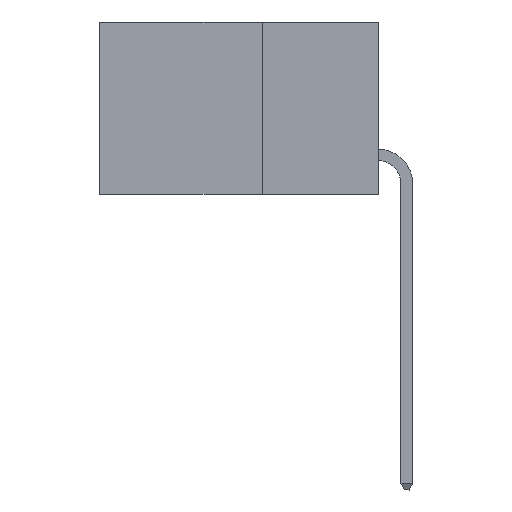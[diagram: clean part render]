
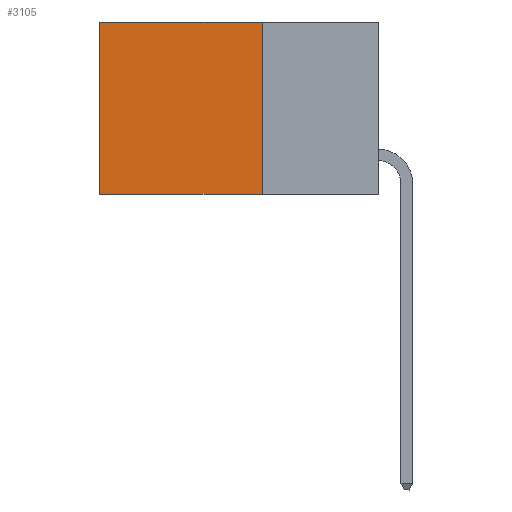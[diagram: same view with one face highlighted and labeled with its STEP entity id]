
A CAD part, left-side view. The second image highlights one B-rep face of the part: STEP entity #3105.
In plain terms, the highlighted planar face has unit normal (-1, 0, 0).
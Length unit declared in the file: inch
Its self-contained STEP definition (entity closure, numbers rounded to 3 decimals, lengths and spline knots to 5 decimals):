
#373 = VERTEX_POINT ( 'NONE', #11976 ) ;
#432 = CARTESIAN_POINT ( 'NONE',  ( 0.2615, 0.6, -0.37 ) ) ;
#688 = CARTESIAN_POINT ( 'NONE',  ( 0.2615, 0.6, -0.37 ) ) ;
#689 = DIRECTION ( 'NONE',  ( 1., 0., 0. ) ) ;
#2056 = VECTOR ( 'NONE', #3522, 39.37008 ) ;
#2063 = LINE ( 'NONE', #13841, #9000 ) ;
#2482 = VECTOR ( 'NONE', #4886, 39.37008 ) ;
#2705 = VECTOR ( 'NONE', #4261, 39.37008 ) ;
#2860 = ORIENTED_EDGE ( 'NONE', *, *, #3286, .T. ) ;
#3105 = ADVANCED_FACE ( 'NONE', ( #14742 ), #14818, .F. ) ;
#3286 = EDGE_CURVE ( 'NONE', #373, #3518, #2063, .T. ) ;
#3518 = VERTEX_POINT ( 'NONE', #12986 ) ;
#3522 = DIRECTION ( 'NONE',  ( 0., 0., -1. ) ) ;
#3714 = CARTESIAN_POINT ( 'NONE',  ( 0.2615, 0.25, -0.37 ) ) ;
#4170 = EDGE_LOOP ( 'NONE', ( #5634, #6653, #12162, #2860 ) ) ;
#4234 = CARTESIAN_POINT ( 'NONE',  ( 0.2615, 0.25, -0.37 ) ) ;
#4261 = DIRECTION ( 'NONE',  ( 0., 1., 0. ) ) ;
#4696 = EDGE_CURVE ( 'NONE', #3518, #10071, #6275, .T. ) ;
#4886 = DIRECTION ( 'NONE',  ( 0., 0., -1. ) ) ;
#5471 = DIRECTION ( 'NONE',  ( 0., 0., -1. ) ) ;
#5611 = LINE ( 'NONE', #9254, #2056 ) ;
#5634 = ORIENTED_EDGE ( 'NONE', *, *, #4696, .T. ) ;
#5883 = EDGE_CURVE ( 'NONE', #6783, #10071, #11090, .T. ) ;
#6275 = LINE ( 'NONE', #432, #2482 ) ;
#6653 = ORIENTED_EDGE ( 'NONE', *, *, #5883, .F. ) ;
#6783 = VERTEX_POINT ( 'NONE', #3714 ) ;
#7069 = DIRECTION ( 'NONE',  ( 0., 1., 0. ) ) ;
#8286 = AXIS2_PLACEMENT_3D ( 'NONE', #4234, #689, #5471 ) ;
#9000 = VECTOR ( 'NONE', #7069, 39.37008 ) ;
#9254 = CARTESIAN_POINT ( 'NONE',  ( 0.2615, 0.25, -0.37 ) ) ;
#10071 = VERTEX_POINT ( 'NONE', #688 ) ;
#10080 = CARTESIAN_POINT ( 'NONE',  ( 0.2615, 0.25, -0.37 ) ) ;
#11090 = LINE ( 'NONE', #10080, #2705 ) ;
#11976 = CARTESIAN_POINT ( 'NONE',  ( 0.2615, 0.25, 0. ) ) ;
#12162 = ORIENTED_EDGE ( 'NONE', *, *, #12294, .F. ) ;
#12294 = EDGE_CURVE ( 'NONE', #373, #6783, #5611, .T. ) ;
#12986 = CARTESIAN_POINT ( 'NONE',  ( 0.2615, 0.6, 0. ) ) ;
#13841 = CARTESIAN_POINT ( 'NONE',  ( 0.2615, 0.25, 0. ) ) ;
#14742 = FACE_OUTER_BOUND ( 'NONE', #4170, .T. ) ;
#14818 = PLANE ( 'NONE',  #8286 ) ;
